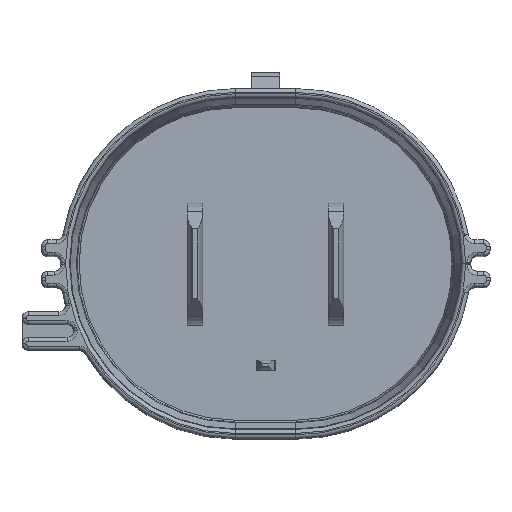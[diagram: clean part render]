
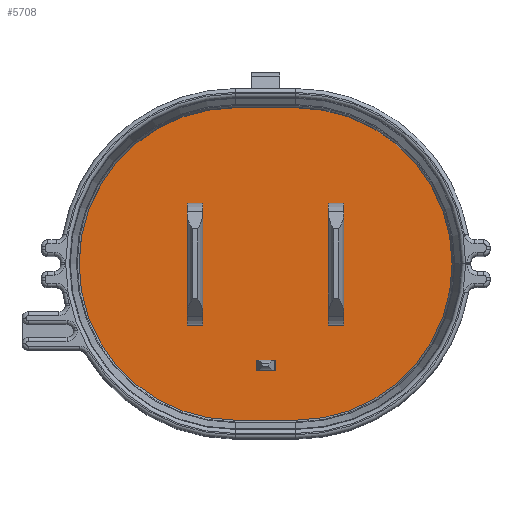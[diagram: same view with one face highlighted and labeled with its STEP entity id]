
A CAD part, top view. The second image highlights one B-rep face of the part: STEP entity #5708.
In plain terms, the highlighted planar face has unit normal (0, 0, 1).
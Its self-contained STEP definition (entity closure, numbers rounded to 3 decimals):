
#63 = CARTESIAN_POINT ( 'NONE',  ( 0.75, -8.3, 0. ) ) ;
#136 = CARTESIAN_POINT ( 'NONE',  ( -6.1, -4.75, 0. ) ) ;
#180 = DIRECTION ( 'NONE',  ( 1., 0., 0. ) ) ;
#188 = CARTESIAN_POINT ( 'NONE',  ( -6.1, 4.75, 0. ) ) ;
#192 = LINE ( 'NONE', #4305, #2589 ) ;
#265 = DIRECTION ( 'NONE',  ( -1., 0., 0. ) ) ;
#301 = CARTESIAN_POINT ( 'NONE',  ( -2.35, 12.2, 0. ) ) ;
#341 = CARTESIAN_POINT ( 'NONE',  ( 6.1, 4.75, 0. ) ) ;
#390 = VECTOR ( 'NONE', #2999, 1000. ) ;
#395 = LINE ( 'NONE', #5954, #4096 ) ;
#397 = EDGE_CURVE ( 'NONE', #2188, #2766, #192, .T. ) ;
#408 = ORIENTED_EDGE ( 'NONE', *, *, #475, .T. ) ;
#475 = EDGE_CURVE ( 'NONE', #5802, #2212, #2143, .T. ) ;
#518 = EDGE_CURVE ( 'NONE', #1924, #5523, #3144, .T. ) ;
#547 = CARTESIAN_POINT ( 'NONE',  ( -4.9, -4.75, 0. ) ) ;
#564 = LINE ( 'NONE', #301, #4271 ) ;
#604 = DIRECTION ( 'NONE',  ( 1., 0., 0. ) ) ;
#641 = ORIENTED_EDGE ( 'NONE', *, *, #6198, .T. ) ;
#656 = DIRECTION ( 'NONE',  ( 0., -1., 0. ) ) ;
#663 = VECTOR ( 'NONE', #3608, 1000. ) ;
#714 = ORIENTED_EDGE ( 'NONE', *, *, #3954, .F. ) ;
#730 = VECTOR ( 'NONE', #656, 1000. ) ;
#759 = LINE ( 'NONE', #3165, #5704 ) ;
#797 = ORIENTED_EDGE ( 'NONE', *, *, #3260, .F. ) ;
#805 = VECTOR ( 'NONE', #5154, 1000. ) ;
#822 = CARTESIAN_POINT ( 'NONE',  ( -0.75, -7.5, 0. ) ) ;
#915 = EDGE_CURVE ( 'NONE', #1845, #2617, #564, .T. ) ;
#946 = ORIENTED_EDGE ( 'NONE', *, *, #518, .T. ) ;
#1031 = FACE_BOUND ( 'NONE', #1980, .T. ) ;
#1089 = VERTEX_POINT ( 'NONE', #63 ) ;
#1175 = CARTESIAN_POINT ( 'NONE',  ( 2.35, 0., 0. ) ) ;
#1180 = ORIENTED_EDGE ( 'NONE', *, *, #397, .F. ) ;
#1197 = FACE_OUTER_BOUND ( 'NONE', #5628, .T. ) ;
#1207 = VECTOR ( 'NONE', #604, 1000. ) ;
#1308 = CARTESIAN_POINT ( 'NONE',  ( 6.1, 4.75, 0. ) ) ;
#1316 = VERTEX_POINT ( 'NONE', #4996 ) ;
#1466 = DIRECTION ( 'NONE',  ( 0., 1., 0. ) ) ;
#1476 = VERTEX_POINT ( 'NONE', #341 ) ;
#1513 = DIRECTION ( 'NONE',  ( 0., 0., 1. ) ) ;
#1580 = EDGE_CURVE ( 'NONE', #1316, #3367, #4520, .T. ) ;
#1644 = PLANE ( 'NONE',  #2123 ) ;
#1648 = CARTESIAN_POINT ( 'NONE',  ( -4.9, 4.75, 0. ) ) ;
#1667 = DIRECTION ( 'NONE',  ( 1., 0., 0. ) ) ;
#1679 = CARTESIAN_POINT ( 'NONE',  ( 0.75, -7.5, 0. ) ) ;
#1680 = CARTESIAN_POINT ( 'NONE',  ( -4.9, 4.75, 0. ) ) ;
#1684 = EDGE_CURVE ( 'NONE', #2617, #5214, #5703, .T. ) ;
#1696 = CARTESIAN_POINT ( 'NONE',  ( -2.35, 12.2, 0. ) ) ;
#1765 = CARTESIAN_POINT ( 'NONE',  ( 2.35, 12.2, 0. ) ) ;
#1845 = VERTEX_POINT ( 'NONE', #1765 ) ;
#1920 = CARTESIAN_POINT ( 'NONE',  ( -2.35, 0., 0. ) ) ;
#1924 = VERTEX_POINT ( 'NONE', #4258 ) ;
#1957 = CARTESIAN_POINT ( 'NONE',  ( 4.9, 4.75, 0. ) ) ;
#1958 = DIRECTION ( 'NONE',  ( 1., 0., 0. ) ) ;
#1980 = EDGE_LOOP ( 'NONE', ( #797, #2651, #1180, #714 ) ) ;
#2123 = AXIS2_PLACEMENT_3D ( 'NONE', #1175, #4552, #1667 ) ;
#2126 = DIRECTION ( 'NONE',  ( 1., 0., 0. ) ) ;
#2143 = LINE ( 'NONE', #1957, #2283 ) ;
#2159 = CARTESIAN_POINT ( 'NONE',  ( 4.9, 4.75, 0. ) ) ;
#2188 = VERTEX_POINT ( 'NONE', #1648 ) ;
#2212 = VERTEX_POINT ( 'NONE', #2159 ) ;
#2226 = ORIENTED_EDGE ( 'NONE', *, *, #2553, .F. ) ;
#2236 = LINE ( 'NONE', #1308, #805 ) ;
#2283 = VECTOR ( 'NONE', #1466, 1000. ) ;
#2401 = DIRECTION ( 'NONE',  ( 1., 0., 0. ) ) ;
#2553 = EDGE_CURVE ( 'NONE', #3367, #1089, #395, .T. ) ;
#2589 = VECTOR ( 'NONE', #3347, 1000. ) ;
#2599 = VERTEX_POINT ( 'NONE', #1679 ) ;
#2617 = VERTEX_POINT ( 'NONE', #1696 ) ;
#2631 = VECTOR ( 'NONE', #4796, 1000. ) ;
#2651 = ORIENTED_EDGE ( 'NONE', *, *, #4393, .F. ) ;
#2689 = VERTEX_POINT ( 'NONE', #5007 ) ;
#2721 = ORIENTED_EDGE ( 'NONE', *, *, #4926, .F. ) ;
#2741 = DIRECTION ( 'NONE',  ( -1., 0., 0. ) ) ;
#2766 = VERTEX_POINT ( 'NONE', #3667 ) ;
#2999 = DIRECTION ( 'NONE',  ( 0., 1., 0. ) ) ;
#3069 = DIRECTION ( 'NONE',  ( 0., 0., 1. ) ) ;
#3079 = CARTESIAN_POINT ( 'NONE',  ( -14.55, 0., 0. ) ) ;
#3080 = ORIENTED_EDGE ( 'NONE', *, *, #5745, .T. ) ;
#3144 = LINE ( 'NONE', #5793, #5508 ) ;
#3165 = CARTESIAN_POINT ( 'NONE',  ( 6.1, -4.75, 0. ) ) ;
#3216 = EDGE_CURVE ( 'NONE', #5523, #1845, #4528, .T. ) ;
#3260 = EDGE_CURVE ( 'NONE', #6103, #4854, #3790, .T. ) ;
#3347 = DIRECTION ( 'NONE',  ( -1., 0., 0. ) ) ;
#3367 = VERTEX_POINT ( 'NONE', #4348 ) ;
#3472 = FACE_BOUND ( 'NONE', #5160, .T. ) ;
#3608 = DIRECTION ( 'NONE',  ( 0., 1., 0. ) ) ;
#3667 = CARTESIAN_POINT ( 'NONE',  ( -6.1, 4.75, 0. ) ) ;
#3674 = DIRECTION ( 'NONE',  ( -1., 0., 0. ) ) ;
#3760 = EDGE_CURVE ( 'NONE', #1476, #2689, #4074, .T. ) ;
#3790 = LINE ( 'NONE', #136, #1207 ) ;
#3803 = DIRECTION ( 'NONE',  ( 0., -1., 0. ) ) ;
#3954 = EDGE_CURVE ( 'NONE', #4854, #2188, #4512, .T. ) ;
#4010 = ORIENTED_EDGE ( 'NONE', *, *, #3760, .T. ) ;
#4074 = LINE ( 'NONE', #5254, #2631 ) ;
#4096 = VECTOR ( 'NONE', #2126, 1000. ) ;
#4143 = ORIENTED_EDGE ( 'NONE', *, *, #915, .T. ) ;
#4258 = CARTESIAN_POINT ( 'NONE',  ( -2.35, -12.2, 0. ) ) ;
#4271 = VECTOR ( 'NONE', #3674, 1000. ) ;
#4299 = AXIS2_PLACEMENT_3D ( 'NONE', #1920, #5276, #2401 ) ;
#4305 = CARTESIAN_POINT ( 'NONE',  ( -6.1, 4.75, 0. ) ) ;
#4348 = CARTESIAN_POINT ( 'NONE',  ( -0.75, -8.3, 0. ) ) ;
#4365 = VECTOR ( 'NONE', #3803, 1000. ) ;
#4393 = EDGE_CURVE ( 'NONE', #2766, #6103, #5533, .T. ) ;
#4399 = CARTESIAN_POINT ( 'NONE',  ( 2.35, 0., 0. ) ) ;
#4512 = LINE ( 'NONE', #1680, #663 ) ;
#4520 = LINE ( 'NONE', #6181, #4365 ) ;
#4528 = CIRCLE ( 'NONE', #5592, 12.2 ) ;
#4552 = DIRECTION ( 'NONE',  ( 0., 0., 1. ) ) ;
#4575 = CARTESIAN_POINT ( 'NONE',  ( -6.1, -4.75, 0. ) ) ;
#4647 = VECTOR ( 'NONE', #2741, 1000. ) ;
#4675 = ORIENTED_EDGE ( 'NONE', *, *, #5464, .T. ) ;
#4739 = FACE_BOUND ( 'NONE', #6133, .T. ) ;
#4742 = ORIENTED_EDGE ( 'NONE', *, *, #3216, .T. ) ;
#4796 = DIRECTION ( 'NONE',  ( 0., -1., 0. ) ) ;
#4854 = VERTEX_POINT ( 'NONE', #547 ) ;
#4880 = DIRECTION ( 'NONE',  ( 1., 0., 0. ) ) ;
#4926 = EDGE_CURVE ( 'NONE', #1089, #2599, #5642, .T. ) ;
#4996 = CARTESIAN_POINT ( 'NONE',  ( -0.75, -7.5, 0. ) ) ;
#5007 = CARTESIAN_POINT ( 'NONE',  ( 6.1, -4.75, 0. ) ) ;
#5154 = DIRECTION ( 'NONE',  ( 1., 0., 0. ) ) ;
#5160 = EDGE_LOOP ( 'NONE', ( #2226, #5342, #5170, #2721 ) ) ;
#5170 = ORIENTED_EDGE ( 'NONE', *, *, #6194, .F. ) ;
#5214 = VERTEX_POINT ( 'NONE', #3079 ) ;
#5254 = CARTESIAN_POINT ( 'NONE',  ( 6.1, 4.75, 0. ) ) ;
#5264 = AXIS2_PLACEMENT_3D ( 'NONE', #5910, #3069, #180 ) ;
#5276 = DIRECTION ( 'NONE',  ( 0., 0., 1. ) ) ;
#5339 = CARTESIAN_POINT ( 'NONE',  ( 2.35, -12.2, 0. ) ) ;
#5342 = ORIENTED_EDGE ( 'NONE', *, *, #1580, .F. ) ;
#5372 = CARTESIAN_POINT ( 'NONE',  ( 0.75, -7.5, 0. ) ) ;
#5464 = EDGE_CURVE ( 'NONE', #5214, #1924, #5563, .T. ) ;
#5508 = VECTOR ( 'NONE', #1958, 1000. ) ;
#5523 = VERTEX_POINT ( 'NONE', #5339 ) ;
#5533 = LINE ( 'NONE', #188, #730 ) ;
#5563 = CIRCLE ( 'NONE', #4299, 12.2 ) ;
#5592 = AXIS2_PLACEMENT_3D ( 'NONE', #4399, #1513, #4880 ) ;
#5628 = EDGE_LOOP ( 'NONE', ( #4742, #4143, #5661, #4675, #946 ) ) ;
#5642 = LINE ( 'NONE', #5372, #390 ) ;
#5661 = ORIENTED_EDGE ( 'NONE', *, *, #1684, .T. ) ;
#5703 = CIRCLE ( 'NONE', #5264, 12.2 ) ;
#5704 = VECTOR ( 'NONE', #265, 1000. ) ;
#5708 = ADVANCED_FACE ( 'NONE', ( #1031, #1197, #4739, #3472 ), #1644, .T. ) ;
#5745 = EDGE_CURVE ( 'NONE', #2689, #5802, #759, .T. ) ;
#5778 = CARTESIAN_POINT ( 'NONE',  ( 4.9, -4.75, 0. ) ) ;
#5793 = CARTESIAN_POINT ( 'NONE',  ( 2.35, -12.2, 0. ) ) ;
#5802 = VERTEX_POINT ( 'NONE', #5778 ) ;
#5906 = LINE ( 'NONE', #822, #4647 ) ;
#5910 = CARTESIAN_POINT ( 'NONE',  ( -2.35, 0., 0. ) ) ;
#5954 = CARTESIAN_POINT ( 'NONE',  ( -0.75, -8.3, 0. ) ) ;
#6103 = VERTEX_POINT ( 'NONE', #4575 ) ;
#6133 = EDGE_LOOP ( 'NONE', ( #4010, #3080, #408, #641 ) ) ;
#6181 = CARTESIAN_POINT ( 'NONE',  ( -0.75, -7.5, 0. ) ) ;
#6194 = EDGE_CURVE ( 'NONE', #2599, #1316, #5906, .T. ) ;
#6198 = EDGE_CURVE ( 'NONE', #2212, #1476, #2236, .T. ) ;
